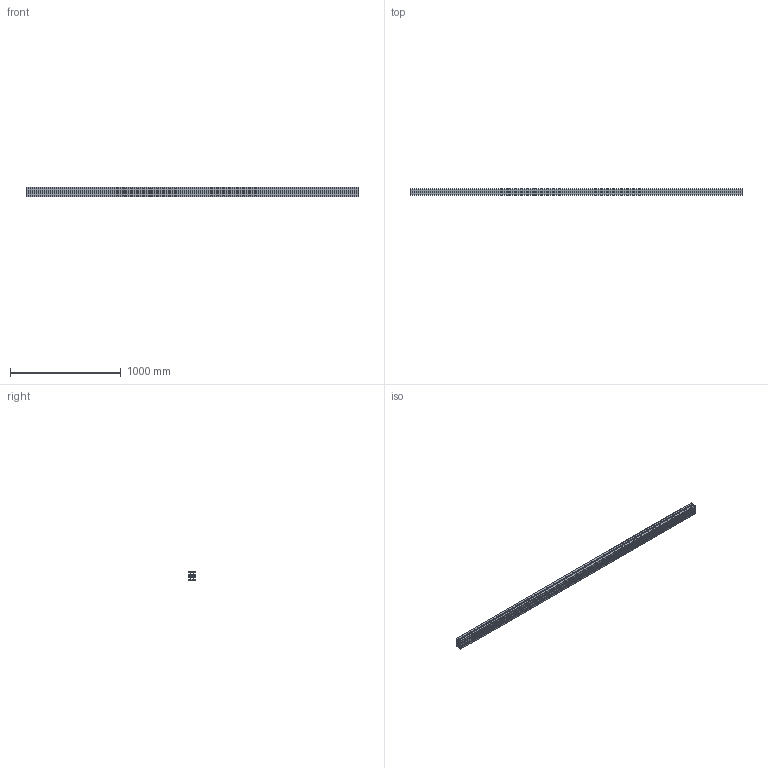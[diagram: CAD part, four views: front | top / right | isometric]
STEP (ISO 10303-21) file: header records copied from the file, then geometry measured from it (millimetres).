
FILE_DESCRIPTION (( 'STEP AP214' ), '1' );
FILE_NAME ('201075_Profil 60x90 Nut 10.STEP', '2019-01-29T13:28:36', ( '' ), ( '' ), 'SwSTEP 2.0', 'SolidWorks 2017', '' );
FILE_SCHEMA (( 'AUTOMOTIVE_DESIGN' ));
Length unit declared in the file: millimetre
Products named in the file (1): 201075_Profil 60x90 Nut 10
Bounding box: 3000 x 60 x 90 mm (x, y, z)
Volume: 7382670.9 mm3; surface area: 2898361.4 mm2
Topology: 1 solids, 1 shells, 137 faces, 405 edges, 270 vertices
Faces by surface type: plane 102, cylinder 35
Entity records: 4603 total; most frequent: CARTESIAN_POINT 813, ORIENTED_EDGE 810, DIRECTION 751, EDGE_CURVE 405, VECTOR 335, LINE 335, VERTEX_POINT 270, AXIS2_PLACEMENT_3D 208
